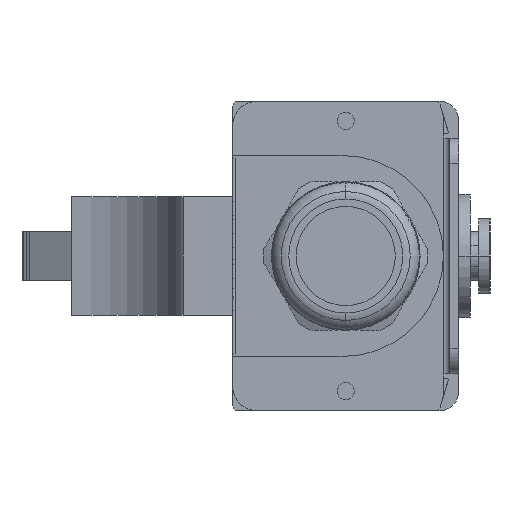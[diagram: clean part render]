
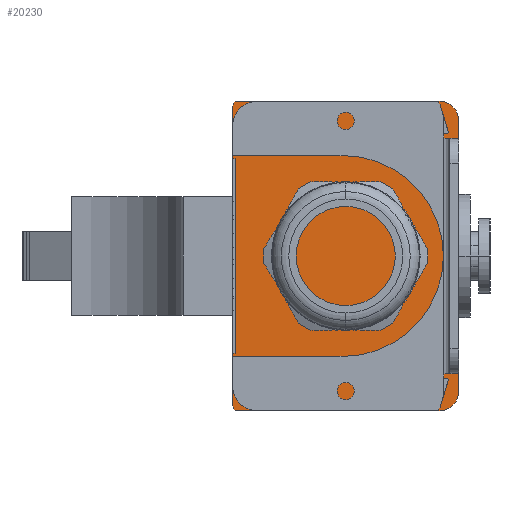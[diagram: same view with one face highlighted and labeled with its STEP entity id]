
A CAD part, left-side view. The second image highlights one B-rep face of the part: STEP entity #20230.
In plain terms, the highlighted planar face has unit normal (-1, 0, 0).
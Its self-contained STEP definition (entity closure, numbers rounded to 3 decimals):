
#1=DIRECTION('',(0.,-1.,0.));
#2=VECTOR('',#1,40.6);
#3=CARTESIAN_POINT('',(0.,44.6,31.25));
#4=LINE('',#3,#2);
#5=CARTESIAN_POINT('',(0.,4.,27.25));
#6=DIRECTION('',(1.,0.,0.));
#7=DIRECTION('',(0.,0.,1.));
#8=AXIS2_PLACEMENT_3D('',#5,#6,#7);
#10=DIRECTION('',(0.,0.,-1.));
#11=VECTOR('',#10,54.5);
#12=CARTESIAN_POINT('',(0.,0.,27.25));
#13=LINE('',#12,#11);
#14=CARTESIAN_POINT('',(0.,4.,-27.25));
#15=DIRECTION('',(1.,0.,0.));
#16=DIRECTION('',(0.,-1.,0.));
#17=AXIS2_PLACEMENT_3D('',#14,#15,#16);
#19=DIRECTION('',(0.,1.,0.));
#20=VECTOR('',#19,40.6);
#21=CARTESIAN_POINT('',(0.,4.,-31.25));
#22=LINE('',#21,#20);
#23=DIRECTION('',(0.,0.,1.));
#24=VECTOR('',#23,10.6);
#25=CARTESIAN_POINT('',(0.,45.6,-30.25));
#26=LINE('',#25,#24);
#27=DIRECTION('',(0.,-1.,0.));
#28=VECTOR('',#27,0.5);
#29=CARTESIAN_POINT('',(0.,45.6,-19.65));
#30=LINE('',#29,#28);
#31=DIRECTION('',(0.,0.,-1.));
#32=VECTOR('',#31,39.3);
#33=CARTESIAN_POINT('',(0.,45.1,19.65));
#34=LINE('',#33,#32);
#35=DIRECTION('',(0.,-1.,0.));
#36=VECTOR('',#35,0.5);
#37=CARTESIAN_POINT('',(0.,45.6,19.65));
#38=LINE('',#37,#36);
#39=DIRECTION('',(0.,0.,1.));
#40=VECTOR('',#39,10.6);
#41=CARTESIAN_POINT('',(0.,45.6,19.65));
#42=LINE('',#41,#40);
#56=CARTESIAN_POINT('',(0.,44.6,30.25));
#57=DIRECTION('',(-1.,0.,0.));
#58=DIRECTION('',(0.,0.,1.));
#59=AXIS2_PLACEMENT_3D('',#56,#57,#58);
#15026=CARTESIAN_POINT('',(0.,44.6,-30.25));
#15027=DIRECTION('',(-1.,0.,0.));
#15028=DIRECTION('',(0.,1.,0.));
#15029=AXIS2_PLACEMENT_3D('',#15026,#15027,#15028);
#15471=CARTESIAN_POINT('',(0.,4.,31.25));
#15472=CARTESIAN_POINT('',(0.,0.,27.25));
#15473=VERTEX_POINT('',#15471);
#15474=VERTEX_POINT('',#15472);
#15475=CARTESIAN_POINT('',(0.,0.,-27.25));
#15476=VERTEX_POINT('',#15475);
#15477=CARTESIAN_POINT('',(0.,4.,-31.25));
#15478=VERTEX_POINT('',#15477);
#15491=CARTESIAN_POINT('',(0.,45.1,19.65));
#15492=CARTESIAN_POINT('',(0.,45.1,-19.65));
#15493=VERTEX_POINT('',#15491);
#15494=VERTEX_POINT('',#15492);
#15495=CARTESIAN_POINT('',(0.,45.6,19.65));
#15496=VERTEX_POINT('',#15495);
#15497=CARTESIAN_POINT('',(0.,45.6,-19.65));
#15498=VERTEX_POINT('',#15497);
#16312=CARTESIAN_POINT('',(0.,45.6,30.25));
#16314=VERTEX_POINT('',#16312);
#16317=CARTESIAN_POINT('',(0.,44.6,31.25));
#16318=VERTEX_POINT('',#16317);
#16320=CARTESIAN_POINT('',(0.,44.6,-31.25));
#16322=VERTEX_POINT('',#16320);
#16325=CARTESIAN_POINT('',(0.,45.6,-30.25));
#16326=VERTEX_POINT('',#16325);
#20199=CARTESIAN_POINT('',(0.,0.,0.));
#20200=DIRECTION('',(1.,0.,0.));
#20201=DIRECTION('',(0.,0.,-1.));
#20202=AXIS2_PLACEMENT_3D('',#20199,#20200,#20201);
#20203=PLANE('',#20202);
#20205=ORIENTED_EDGE('',*,*,#20204,.F.);
#20207=ORIENTED_EDGE('',*,*,#20206,.T.);
#20209=ORIENTED_EDGE('',*,*,#20208,.T.);
#20211=ORIENTED_EDGE('',*,*,#20210,.T.);
#20213=ORIENTED_EDGE('',*,*,#20212,.T.);
#20215=ORIENTED_EDGE('',*,*,#20214,.T.);
#20217=ORIENTED_EDGE('',*,*,#20216,.F.);
#20219=ORIENTED_EDGE('',*,*,#20218,.T.);
#20221=ORIENTED_EDGE('',*,*,#20220,.T.);
#20223=ORIENTED_EDGE('',*,*,#20222,.F.);
#20225=ORIENTED_EDGE('',*,*,#20224,.F.);
#20227=ORIENTED_EDGE('',*,*,#20226,.T.);
#20228=EDGE_LOOP('',(#20205,#20207,#20209,#20211,#20213,#20215,#20217,#20219,
#20221,#20223,#20225,#20227));
#20229=FACE_OUTER_BOUND('',#20228,.F.);
#20230=ADVANCED_FACE('',(#20229),#20203,.F.);
#9=CIRCLE('',#8,4.);
#18=CIRCLE('',#17,4.);
#60=CIRCLE('',#59,1.);
#15030=CIRCLE('',#15029,1.);
#20204=EDGE_CURVE('',#16318,#16314,#60,.T.);
#20206=EDGE_CURVE('',#16318,#15473,#4,.T.);
#20208=EDGE_CURVE('',#15473,#15474,#9,.T.);
#20210=EDGE_CURVE('',#15474,#15476,#13,.T.);
#20212=EDGE_CURVE('',#15476,#15478,#18,.T.);
#20214=EDGE_CURVE('',#15478,#16322,#22,.T.);
#20216=EDGE_CURVE('',#16326,#16322,#15030,.T.);
#20218=EDGE_CURVE('',#16326,#15498,#26,.T.);
#20220=EDGE_CURVE('',#15498,#15494,#30,.T.);
#20222=EDGE_CURVE('',#15493,#15494,#34,.T.);
#20224=EDGE_CURVE('',#15496,#15493,#38,.T.);
#20226=EDGE_CURVE('',#15496,#16314,#42,.T.);
